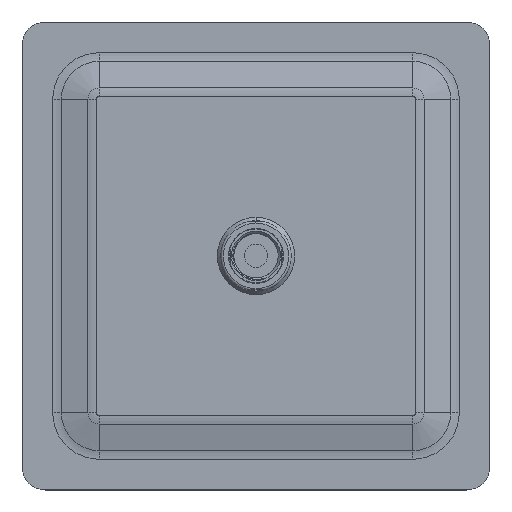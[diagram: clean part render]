
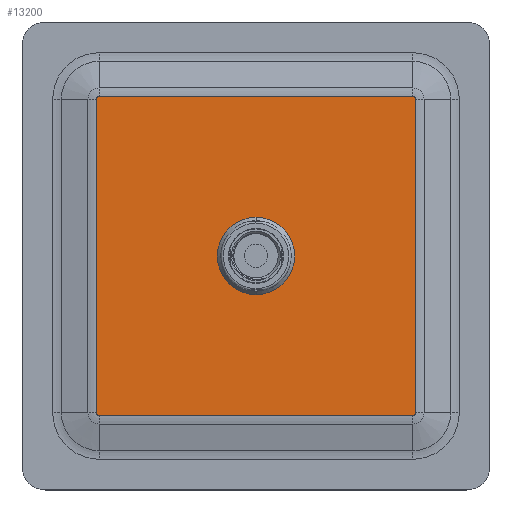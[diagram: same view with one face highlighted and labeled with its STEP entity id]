
A CAD part, top view. The second image highlights one B-rep face of the part: STEP entity #13200.
In plain terms, the highlighted planar face has unit normal (0, 0, 1).
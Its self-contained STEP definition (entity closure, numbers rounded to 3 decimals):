
#2200=CARTESIAN_POINT('',(67.,-67.,5.8));
#2201=DIRECTION('',(0.,0.,1.));
#2202=DIRECTION('',(0.,-1.,0.));
#2203=AXIS2_PLACEMENT_3D('',#2200,#2201,#2202);
#2205=DIRECTION('',(1.,0.,0.));
#2206=VECTOR('',#2205,134.);
#2207=CARTESIAN_POINT('',(-67.,-68.13,5.8));
#2208=LINE('',#2207,#2206);
#2209=CARTESIAN_POINT('',(-67.,-67.,5.8));
#2210=DIRECTION('',(0.,0.,1.));
#2211=DIRECTION('',(-1.,0.,0.));
#2212=AXIS2_PLACEMENT_3D('',#2209,#2210,#2211);
#2214=DIRECTION('',(0.,-1.,0.));
#2215=VECTOR('',#2214,134.);
#2216=CARTESIAN_POINT('',(-68.13,67.,5.8));
#2217=LINE('',#2216,#2215);
#2218=CARTESIAN_POINT('',(-67.,67.,5.8));
#2219=DIRECTION('',(0.,0.,1.));
#2220=DIRECTION('',(0.,1.,0.));
#2221=AXIS2_PLACEMENT_3D('',#2218,#2219,#2220);
#2223=DIRECTION('',(-1.,0.,0.));
#2224=VECTOR('',#2223,134.);
#2225=CARTESIAN_POINT('',(67.,68.13,5.8));
#2226=LINE('',#2225,#2224);
#2227=CARTESIAN_POINT('',(67.,67.,5.8));
#2228=DIRECTION('',(0.,0.,1.));
#2229=DIRECTION('',(1.,0.,0.));
#2230=AXIS2_PLACEMENT_3D('',#2227,#2228,#2229);
#2232=DIRECTION('',(0.,1.,0.));
#2233=VECTOR('',#2232,134.);
#2234=CARTESIAN_POINT('',(68.13,-67.,5.8));
#2235=LINE('',#2234,#2233);
#2236=CARTESIAN_POINT('',(0.,0.,5.8));
#2237=DIRECTION('',(0.,0.,-1.));
#2238=DIRECTION('',(0.,-1.,0.));
#2239=AXIS2_PLACEMENT_3D('',#2236,#2237,#2238);
#2241=CARTESIAN_POINT('',(0.,0.,5.8));
#2242=DIRECTION('',(0.,0.,-1.));
#2243=DIRECTION('',(0.,1.,0.));
#2244=AXIS2_PLACEMENT_3D('',#2241,#2242,#2243);
#8860=CARTESIAN_POINT('',(0.,-16.5,5.8));
#8861=VERTEX_POINT('',#8860);
#8862=CARTESIAN_POINT('',(0.,16.5,5.8));
#8863=VERTEX_POINT('',#8862);
#9036=CARTESIAN_POINT('',(67.,-68.13,5.8));
#9037=CARTESIAN_POINT('',(68.13,-67.,5.8));
#9038=VERTEX_POINT('',#9036);
#9039=VERTEX_POINT('',#9037);
#9044=CARTESIAN_POINT('',(68.13,67.,5.8));
#9045=VERTEX_POINT('',#9044);
#9048=CARTESIAN_POINT('',(67.,68.13,5.8));
#9049=VERTEX_POINT('',#9048);
#9052=CARTESIAN_POINT('',(-67.,68.13,5.8));
#9053=VERTEX_POINT('',#9052);
#9056=CARTESIAN_POINT('',(-68.13,67.,5.8));
#9057=VERTEX_POINT('',#9056);
#9060=CARTESIAN_POINT('',(-68.13,-67.,5.8));
#9061=VERTEX_POINT('',#9060);
#9064=CARTESIAN_POINT('',(-67.,-68.13,5.8));
#9065=VERTEX_POINT('',#9064);
#13172=CARTESIAN_POINT('',(0.,0.,5.8));
#13173=DIRECTION('',(0.,0.,-1.));
#13174=DIRECTION('',(1.,0.,0.));
#13175=AXIS2_PLACEMENT_3D('',#13172,#13173,#13174);
#13176=PLANE('',#13175);
#13178=ORIENTED_EDGE('',*,*,#13177,.F.);
#13180=ORIENTED_EDGE('',*,*,#13179,.F.);
#13182=ORIENTED_EDGE('',*,*,#13181,.F.);
#13184=ORIENTED_EDGE('',*,*,#13183,.F.);
#13186=ORIENTED_EDGE('',*,*,#13185,.F.);
#13188=ORIENTED_EDGE('',*,*,#13187,.F.);
#13189=ORIENTED_EDGE('',*,*,#13162,.F.);
#13191=ORIENTED_EDGE('',*,*,#13190,.F.);
#13192=EDGE_LOOP('',(#13178,#13180,#13182,#13184,#13186,#13188,#13189,#13191));
#13193=FACE_OUTER_BOUND('',#13192,.F.);
#13195=ORIENTED_EDGE('',*,*,#13194,.F.);
#13197=ORIENTED_EDGE('',*,*,#13196,.F.);
#13198=EDGE_LOOP('',(#13195,#13197));
#13199=FACE_BOUND('',#13198,.F.);
#13200=ADVANCED_FACE('',(#13193,#13199),#13176,.F.);
#2204=CIRCLE('',#2203,1.13);
#2213=CIRCLE('',#2212,1.13);
#2222=CIRCLE('',#2221,1.13);
#2231=CIRCLE('',#2230,1.13);
#2240=CIRCLE('',#2239,16.5);
#2245=CIRCLE('',#2244,16.5);
#13162=EDGE_CURVE('',#9045,#9049,#2231,.T.);
#13177=EDGE_CURVE('',#9038,#9039,#2204,.T.);
#13179=EDGE_CURVE('',#9065,#9038,#2208,.T.);
#13181=EDGE_CURVE('',#9061,#9065,#2213,.T.);
#13183=EDGE_CURVE('',#9057,#9061,#2217,.T.);
#13185=EDGE_CURVE('',#9053,#9057,#2222,.T.);
#13187=EDGE_CURVE('',#9049,#9053,#2226,.T.);
#13190=EDGE_CURVE('',#9039,#9045,#2235,.T.);
#13194=EDGE_CURVE('',#8861,#8863,#2240,.T.);
#13196=EDGE_CURVE('',#8863,#8861,#2245,.T.);
